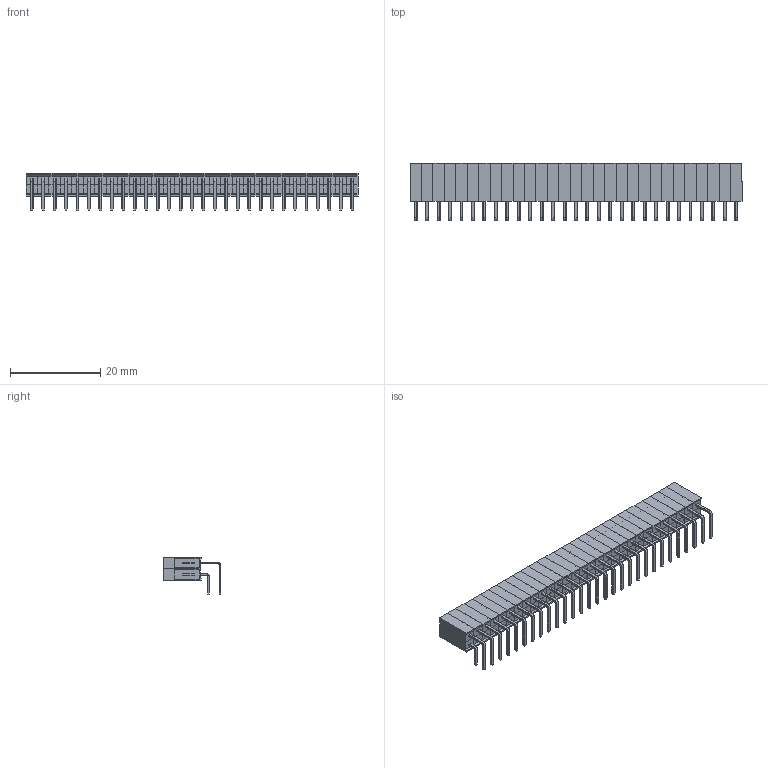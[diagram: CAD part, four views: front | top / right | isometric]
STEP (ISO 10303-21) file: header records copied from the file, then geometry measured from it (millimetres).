
FILE_DESCRIPTION(/* description */ (''),/* implementation_level */ '2;1');
FILE_NAME(/* name */ 'Female Pin Header 02x29 Right Angle.stp',/* time_stamp */ '2019-11-28T09:40:24+01:00',/* author */ ('Bernd das Brot'),/* organization */ (''),/* preprocessor_version */ 'ST-DEVELOPER v18',/* originating_system */ 'Autodesk Inventor 2020',/* authorisation */ '');
FILE_SCHEMA (('AUTOMOTIVE_DESIGN { 1 0 10303 214 3 1 1 }'));
Length unit declared in the file: millimetre
Products named in the file (3): Female Pin Header 02x29 Right Angle; Female Pin Header 1x Right Angle Upper; Female Pin Header 1x Right Angle Bottom
Assembly tree (58 placements, depth 2):
  Female Pin Header 02x29 Right Angle
    Female Pin Header 1x Right Angle Upper  x29
    Female Pin Header 1x Right Angle Bottom  x29
Bounding box: 73.66 x 12.84 x 8.28 mm (x, y, z)
Volume: 1713.2 mm3; surface area: 11341.6 mm2
Topology: 58 solids, 58 shells, 9280 faces, 21344 edges, 12064 vertices
Faces by surface type: cylinder 4234, plane 2610, sphere 1160, torus 1044, bspline 232
Entity records: 9951 total; most frequent: DIRECTION 1802, CARTESIAN_POINT 1765, ORIENTED_EDGE 1456, EDGE_CURVE 728, AXIS2_PLACEMENT_3D 709, VERTEX_POINT 416, LINE 384, VECTOR 384
